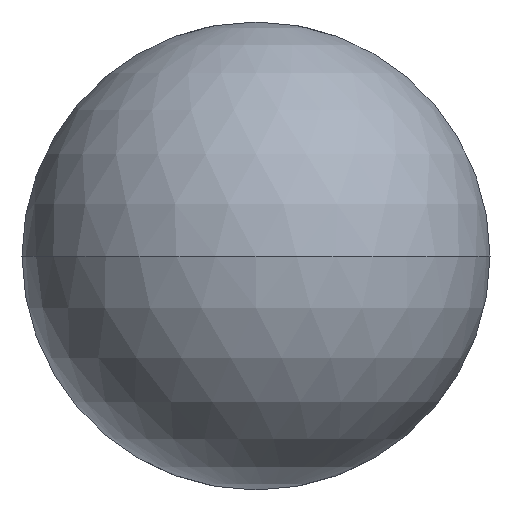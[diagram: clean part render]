
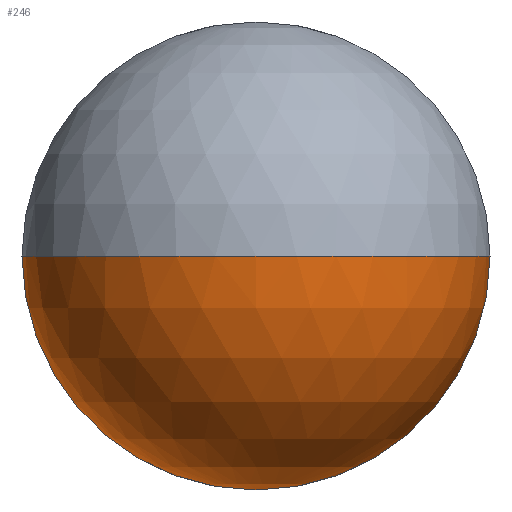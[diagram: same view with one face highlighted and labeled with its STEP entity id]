
A CAD part, front view. The second image highlights one B-rep face of the part: STEP entity #246.
In plain terms, the highlighted spherical face has radius 7.938 mm.
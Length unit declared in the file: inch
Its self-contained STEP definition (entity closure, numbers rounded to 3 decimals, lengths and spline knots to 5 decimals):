
#42 = AXIS2_PLACEMENT_3D ( 'NONE', #172, #254, #259 ) ;
#44 = FACE_OUTER_BOUND ( 'NONE', #185, .T. ) ;
#49 = ORIENTED_EDGE ( 'NONE', *, *, #165, .T. ) ;
#51 = SPHERICAL_SURFACE ( 'NONE', #416, 0.3125 ) ;
#59 = CARTESIAN_POINT ( 'NONE',  ( 0., 0.3125, 0. ) ) ;
#61 = DIRECTION ( 'NONE',  ( 0., 0., -1. ) ) ;
#75 = CARTESIAN_POINT ( 'NONE',  ( -0.3125, 0.3125, 0. ) ) ;
#108 = DIRECTION ( 'NONE',  ( 0., 0., -1. ) ) ;
#149 = CARTESIAN_POINT ( 'NONE',  ( 0., 0.3125, 0. ) ) ;
#165 = EDGE_CURVE ( 'NONE', #328, #359, #362, .T. ) ;
#172 = CARTESIAN_POINT ( 'NONE',  ( 0., 0.3125, 0. ) ) ;
#176 = DIRECTION ( 'NONE',  ( 0., 0., -1. ) ) ;
#185 = EDGE_LOOP ( 'NONE', ( #276, #296, #49, #447 ) ) ;
#187 = EDGE_CURVE ( 'NONE', #225, #328, #399, .T. ) ;
#225 = VERTEX_POINT ( 'NONE', #342 ) ;
#246 = ADVANCED_FACE ( 'NONE', ( #44 ), #51, .T. ) ;
#254 = DIRECTION ( 'NONE',  ( 0., 0., 1. ) ) ;
#259 = DIRECTION ( 'NONE',  ( 1., 0., 0. ) ) ;
#269 = EDGE_CURVE ( 'NONE', #356, #225, #456, .T. ) ;
#270 = DIRECTION ( 'NONE',  ( -1., 0., 0. ) ) ;
#276 = ORIENTED_EDGE ( 'NONE', *, *, #269, .T. ) ;
#283 = AXIS2_PLACEMENT_3D ( 'NONE', #149, #322, #430 ) ;
#296 = ORIENTED_EDGE ( 'NONE', *, *, #187, .T. ) ;
#307 = CARTESIAN_POINT ( 'NONE',  ( 0., 0.3125, 0. ) ) ;
#322 = DIRECTION ( 'NONE',  ( 0., -1., 0. ) ) ;
#328 = VERTEX_POINT ( 'NONE', #332 ) ;
#332 = CARTESIAN_POINT ( 'NONE',  ( 0.3125, 0.3125, 0. ) ) ;
#336 = AXIS2_PLACEMENT_3D ( 'NONE', #348, #61, #270 ) ;
#342 = CARTESIAN_POINT ( 'NONE',  ( 0., 0.3125, -0.3125 ) ) ;
#348 = CARTESIAN_POINT ( 'NONE',  ( 0., 0.3125, 0. ) ) ;
#356 = VERTEX_POINT ( 'NONE', #75 ) ;
#359 = VERTEX_POINT ( 'NONE', #360 ) ;
#360 = CARTESIAN_POINT ( 'NONE',  ( 0., 0., 0. ) ) ;
#362 = CIRCLE ( 'NONE', #336, 0.3125 ) ;
#399 = CIRCLE ( 'NONE', #283, 0.3125 ) ;
#401 = CIRCLE ( 'NONE', #42, 0.3125 ) ;
#416 = AXIS2_PLACEMENT_3D ( 'NONE', #307, #176, #435 ) ;
#417 = EDGE_CURVE ( 'NONE', #356, #359, #401, .T. ) ;
#430 = DIRECTION ( 'NONE',  ( 0., 0., -1. ) ) ;
#432 = AXIS2_PLACEMENT_3D ( 'NONE', #59, #468, #108 ) ;
#435 = DIRECTION ( 'NONE',  ( -1., 0., 0. ) ) ;
#447 = ORIENTED_EDGE ( 'NONE', *, *, #417, .F. ) ;
#456 = CIRCLE ( 'NONE', #432, 0.3125 ) ;
#468 = DIRECTION ( 'NONE',  ( 0., -1., 0. ) ) ;
